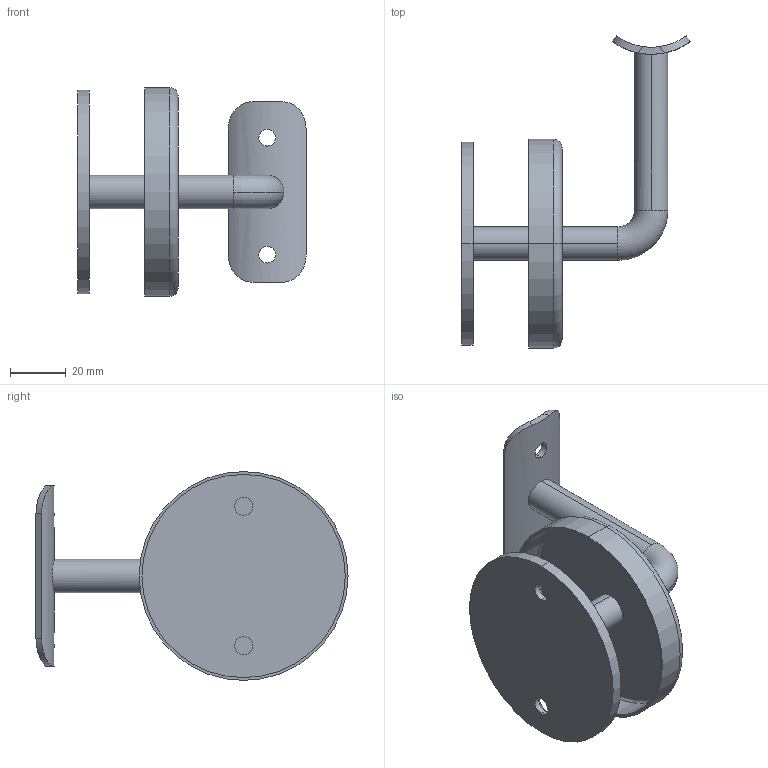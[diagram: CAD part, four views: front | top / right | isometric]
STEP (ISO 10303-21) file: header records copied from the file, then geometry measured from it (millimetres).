
FILE_DESCRIPTION (( 'STEP AP203' ), '1' );
FILE_NAME ('3D_GW2582_73x12_188670410.STEP', '2024-09-27T11:36:49', ( '' ), ( '' ), 'SwSTEP 2.0', 'SolidWorks 2024', '' );
FILE_SCHEMA (( 'CONFIG_CONTROL_DESIGN' ));
Length unit declared in the file: millimetre
Products named in the file (1): 3D_GW2582_73x12_188670410
Bounding box: 81.97 x 112.08 x 75 mm (x, y, z)
Volume: 41450.1 mm3; surface area: 31344.5 mm2
Topology: 2 solids, 2 shells, 49 faces, 114 edges, 72 vertices
Faces by surface type: cylinder 26, plane 9, cone 8, torus 6
Entity records: 2001 total; most frequent: CARTESIAN_POINT 770, DIRECTION 252, ORIENTED_EDGE 228, EDGE_CURVE 114, AXIS2_PLACEMENT_3D 106, VERTEX_POINT 72, EDGE_LOOP 62, CIRCLE 56
